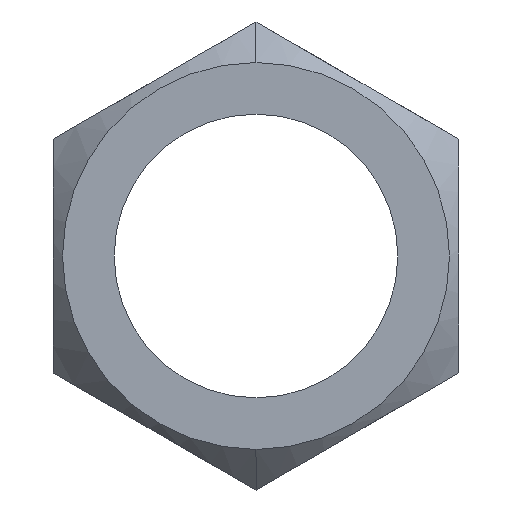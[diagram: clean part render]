
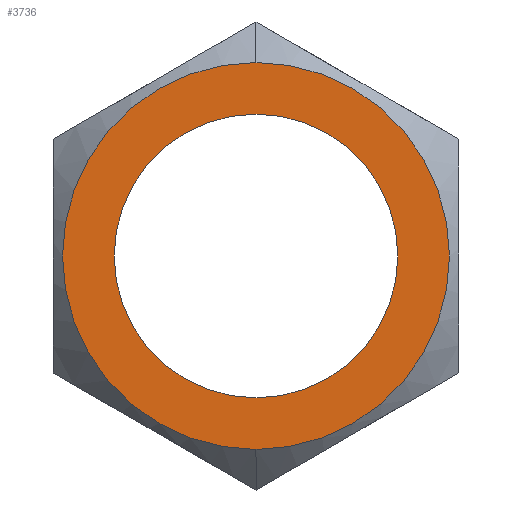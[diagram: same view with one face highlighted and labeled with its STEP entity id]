
A CAD part, left-side view. The second image highlights one B-rep face of the part: STEP entity #3736.
In plain terms, the highlighted planar face has unit normal (-1, 0, 0).
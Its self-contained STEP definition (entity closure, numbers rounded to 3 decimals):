
#54 = CARTESIAN_POINT ( 'NONE',  ( -8.5, 0., 0. ) ) ;
#81 = VERTEX_POINT ( 'NONE', #775 ) ;
#270 = EDGE_LOOP ( 'NONE', ( #4286, #4212 ) ) ;
#378 = CIRCLE ( 'NONE', #607, 14.321 ) ;
#385 = FACE_OUTER_BOUND ( 'NONE', #2274, .T. ) ;
#414 = VERTEX_POINT ( 'NONE', #4565 ) ;
#444 = EDGE_CURVE ( 'NONE', #1176, #414, #569, .T. ) ;
#553 = DIRECTION ( 'NONE',  ( -1., 0., 0. ) ) ;
#569 = CIRCLE ( 'NONE', #2358, 14.321 ) ;
#607 = AXIS2_PLACEMENT_3D ( 'NONE', #3024, #553, #1982 ) ;
#740 = PLANE ( 'NONE',  #1957 ) ;
#775 = CARTESIAN_POINT ( 'NONE',  ( -8.5, 0., 10.5 ) ) ;
#1176 = VERTEX_POINT ( 'NONE', #4169 ) ;
#1491 = ORIENTED_EDGE ( 'NONE', *, *, #444, .T. ) ;
#1803 = CIRCLE ( 'NONE', #2753, 10.5 ) ;
#1810 = DIRECTION ( 'NONE',  ( 1., 0., 0. ) ) ;
#1858 = DIRECTION ( 'NONE',  ( 0., 0., -1. ) ) ;
#1957 = AXIS2_PLACEMENT_3D ( 'NONE', #2880, #2858, #4258 ) ;
#1982 = DIRECTION ( 'NONE',  ( 0., 0., 1. ) ) ;
#2006 = VERTEX_POINT ( 'NONE', #2027 ) ;
#2027 = CARTESIAN_POINT ( 'NONE',  ( -8.5, 0., -10.5 ) ) ;
#2150 = CARTESIAN_POINT ( 'NONE',  ( -8.5, 0., 0. ) ) ;
#2274 = EDGE_LOOP ( 'NONE', ( #3564, #1491 ) ) ;
#2358 = AXIS2_PLACEMENT_3D ( 'NONE', #4544, #4493, #3462 ) ;
#2753 = AXIS2_PLACEMENT_3D ( 'NONE', #2150, #1810, #3954 ) ;
#2858 = DIRECTION ( 'NONE',  ( 1., 0., 0. ) ) ;
#2876 = DIRECTION ( 'NONE',  ( 1., 0., 0. ) ) ;
#2880 = CARTESIAN_POINT ( 'NONE',  ( -8.5, 0., 0. ) ) ;
#2906 = FACE_BOUND ( 'NONE', #270, .T. ) ;
#3024 = CARTESIAN_POINT ( 'NONE',  ( -8.5, 0., 0. ) ) ;
#3118 = AXIS2_PLACEMENT_3D ( 'NONE', #54, #2876, #1858 ) ;
#3462 = DIRECTION ( 'NONE',  ( 0., 0., 1. ) ) ;
#3564 = ORIENTED_EDGE ( 'NONE', *, *, #3992, .T. ) ;
#3736 = ADVANCED_FACE ( 'NONE', ( #2906, #385 ), #740, .F. ) ;
#3954 = DIRECTION ( 'NONE',  ( 0., 0., -1. ) ) ;
#3992 = EDGE_CURVE ( 'NONE', #414, #1176, #378, .T. ) ;
#4169 = CARTESIAN_POINT ( 'NONE',  ( -8.5, 0., 14.321 ) ) ;
#4184 = EDGE_CURVE ( 'NONE', #81, #2006, #1803, .T. ) ;
#4212 = ORIENTED_EDGE ( 'NONE', *, *, #4469, .T. ) ;
#4258 = DIRECTION ( 'NONE',  ( 0., 0., -1. ) ) ;
#4286 = ORIENTED_EDGE ( 'NONE', *, *, #4184, .T. ) ;
#4469 = EDGE_CURVE ( 'NONE', #2006, #81, #4509, .T. ) ;
#4493 = DIRECTION ( 'NONE',  ( -1., 0., 0. ) ) ;
#4509 = CIRCLE ( 'NONE', #3118, 10.5 ) ;
#4544 = CARTESIAN_POINT ( 'NONE',  ( -8.5, 0., 0. ) ) ;
#4565 = CARTESIAN_POINT ( 'NONE',  ( -8.5, 0., -14.321 ) ) ;
